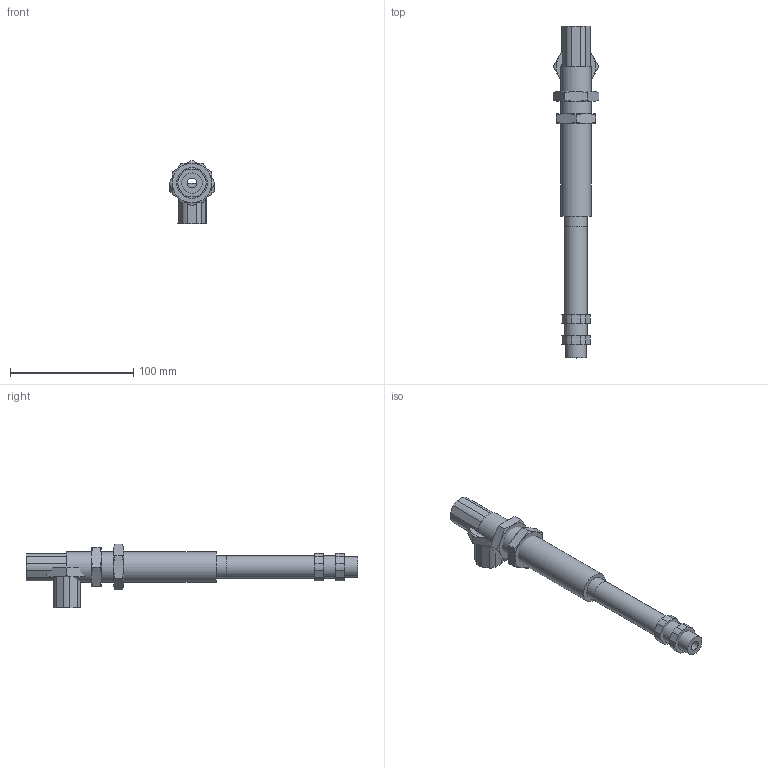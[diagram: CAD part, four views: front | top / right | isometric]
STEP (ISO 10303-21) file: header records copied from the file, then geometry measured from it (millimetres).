
FILE_DESCRIPTION( ( 'Unknown' ), '1' );
FILE_NAME( '0124962.stp', 'Unknown', ( 'Unknown' ), ( 'Unknown' ), 'PSStep 10.0', 'Unknown', ' ' );
FILE_SCHEMA( ( 'automotive_design' ) );
Length unit declared in the file: millimetre
Products named in the file (5): Assem1; Rod vacuum; Body threaded; Nut M25x1.5; Piab adaptor nut G38
Bounding box: 36.95 x 269 x 51.48 mm (x, y, z)
Volume: 160381.8 mm3; surface area: 86087.2 mm2
Topology: 9 solids, 9 shells, 151 faces, 337 edges, 214 vertices
Faces by surface type: plane 70, cylinder 45, cone 36
Full cylindrical faces by diameter (mm): 8 x4, 14 x4, 15.25 x2, 16.5 x2, 18 x4, 23.5 x3, 25 x2
Entity records: 2096 total; most frequent: CARTESIAN_POINT 417, DIRECTION 308, ORIENTED_EDGE 268, EDGE_CURVE 134, AXIS2_PLACEMENT_3D 127, VERTEX_POINT 92, EDGE_LOOP 88, FACE_OUTER_BOUND 75
